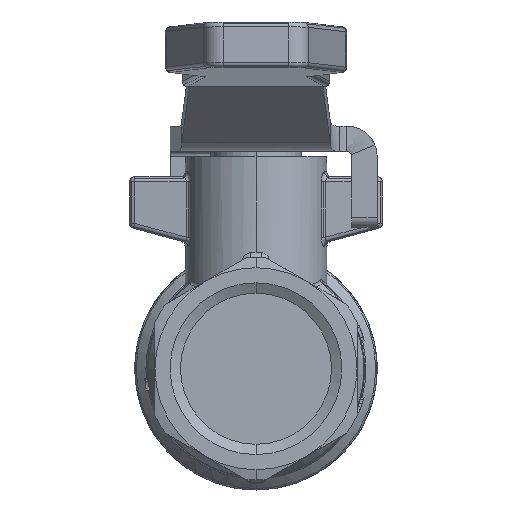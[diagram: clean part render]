
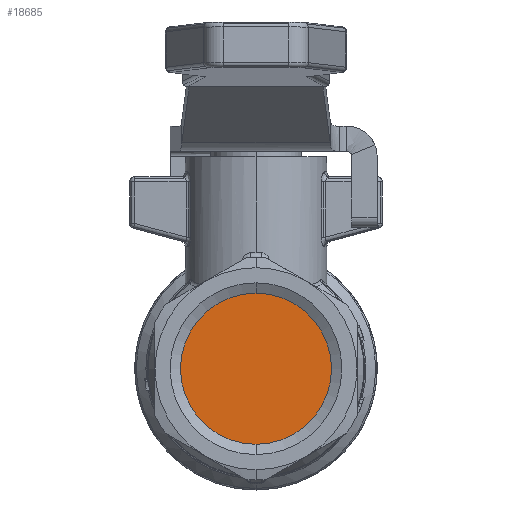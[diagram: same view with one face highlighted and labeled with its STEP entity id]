
A CAD part, left-side view. The second image highlights one B-rep face of the part: STEP entity #18685.
In plain terms, the highlighted planar face has unit normal (-1, 0, 0).
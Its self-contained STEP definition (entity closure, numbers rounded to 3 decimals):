
#1847=CARTESIAN_POINT('',(-10.,-0.,7.475));
#1848=VERTEX_POINT('',#1847);
#1864=CARTESIAN_POINT('',(-10.,-0.,-7.475));
#1865=VERTEX_POINT('',#1864);
#1872=CARTESIAN_POINT('',(-10.,-0.,0.));
#1873=DIRECTION('',(-1.,-0.,0.));
#1874=DIRECTION('',(0.,0.,1.));
#1875=AXIS2_PLACEMENT_3D('',#1872,#1873,#1874);
#1876=CIRCLE('',#1875,7.475);
#1877=EDGE_CURVE('',#1848,#1865,#1876,.T.);
#18670=CARTESIAN_POINT('',(-10.,-0.,5.988));
#18671=DIRECTION('',(1.,0.,-0.));
#18672=DIRECTION('',(-0.,0.,-1.));
#18673=AXIS2_PLACEMENT_3D('',#18670,#18671,#18672);
#18674=PLANE('',#18673);
#18675=CARTESIAN_POINT('',(-10.,-0.,0.));
#18676=DIRECTION('',(-1.,-0.,0.));
#18677=DIRECTION('',(0.,0.,1.));
#18678=AXIS2_PLACEMENT_3D('',#18675,#18676,#18677);
#18679=CIRCLE('',#18678,7.475);
#18680=EDGE_CURVE('',#1865,#1848,#18679,.T.);
#18681=ORIENTED_EDGE('',*,*,#18680,.T.);
#18682=ORIENTED_EDGE('',*,*,#1877,.T.);
#18683=EDGE_LOOP('',(#18681,#18682));
#18684=FACE_BOUND('',#18683,.T.);
#18685=ADVANCED_FACE('',(#18684),#18674,.F.);
